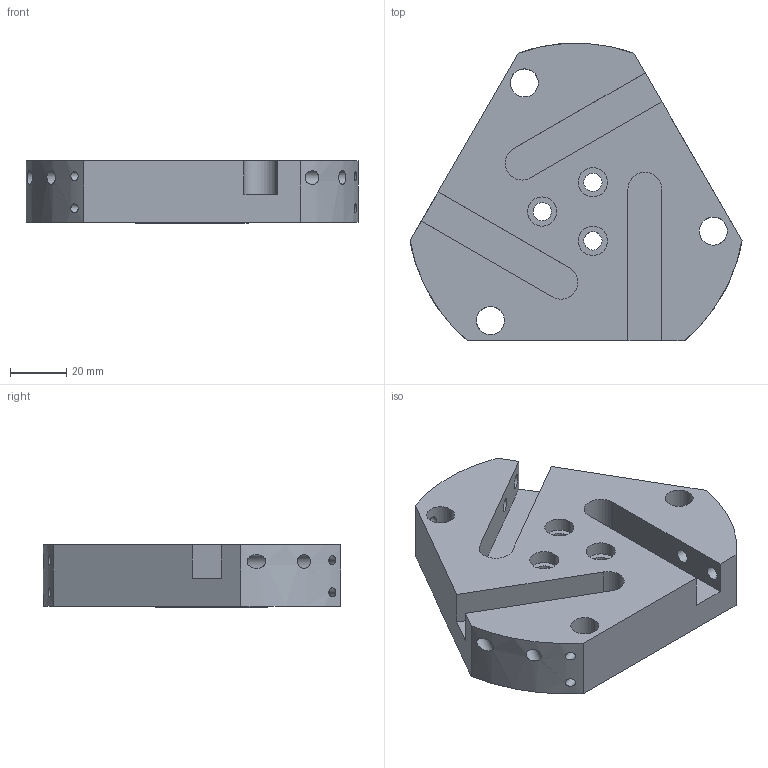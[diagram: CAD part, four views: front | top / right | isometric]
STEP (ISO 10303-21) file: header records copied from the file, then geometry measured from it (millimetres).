
FILE_DESCRIPTION((''),'2;1');
FILE_NAME('Tool Turret Disk.stp','2011-10-26T20:09:34',('James'),(''),'Autodesk Inventor 2011','Autodesk Inventor 2011','');
FILE_SCHEMA(('AUTOMOTIVE_DESIGN { 1 0 10303 214 1 1 1 1 }'));
Length unit declared in the file: millimetre
Products named in the file (1): Tool Turret Disk
Bounding box: 118.21 x 106.02 x 22.3 mm (x, y, z)
Volume: 162904 mm3; surface area: 35379.6 mm2
Topology: 1 solids, 1 shells, 48 faces, 132 edges, 91 vertices
Faces by surface type: cylinder 29, plane 19
Full cylindrical faces by diameter (mm): 3.242 x6, 4.917 x6, 6.5 x3, 10 x3, 10.4 x3, 15 x1, 40 x1
Entity records: 2024 total; most frequent: CARTESIAN_POINT 841, DIRECTION 220, ORIENTED_EDGE 200, EDGE_LOOP 112, EDGE_CURVE 100, AXIS2_PLACEMENT_3D 89, VERTEX_POINT 82, FACE_BOUND 64
